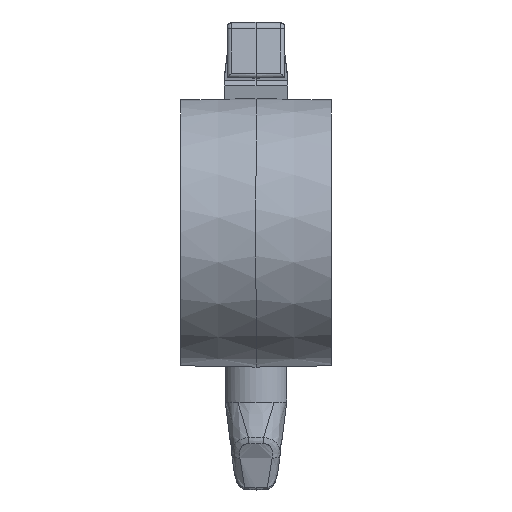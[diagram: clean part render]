
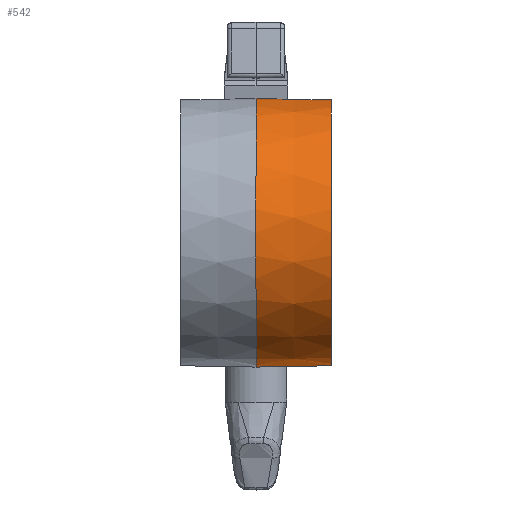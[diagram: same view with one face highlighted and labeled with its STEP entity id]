
A CAD part, left-side view. The second image highlights one B-rep face of the part: STEP entity #542.
In plain terms, the highlighted conical face has half-angle 1 degrees and reference radius 14.161 mm.
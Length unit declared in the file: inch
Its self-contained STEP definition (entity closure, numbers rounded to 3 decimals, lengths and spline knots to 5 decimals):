
#245=CONICAL_SURFACE('',#4444,0.5575,1.);
#292=CIRCLE('',#4435,0.55205);
#293=CIRCLE('',#4443,0.5575);
#542=ADVANCED_FACE('',(#897),#245,.T.);
#897=FACE_OUTER_BOUND('',#1151,.T.);
#1151=EDGE_LOOP('',(#1639,#1640,#1641,#1642));
#1639=ORIENTED_EDGE('',*,*,#3256,.F.);
#1640=ORIENTED_EDGE('',*,*,#3291,.F.);
#1641=ORIENTED_EDGE('',*,*,#3283,.F.);
#1642=ORIENTED_EDGE('',*,*,#3280,.F.);
#2857=VERTEX_POINT('',#6233);
#2859=VERTEX_POINT('',#6237);
#2864=VERTEX_POINT('',#6250);
#2876=VERTEX_POINT('',#6285);
#3256=EDGE_CURVE('',#2859,#2857,#3849,.T.);
#3280=EDGE_CURVE('',#2857,#2864,#292,.T.);
#3283=EDGE_CURVE('',#2864,#2876,#3860,.T.);
#3291=EDGE_CURVE('',#2876,#2859,#293,.T.);
#3849=LINE('',#6238,#4135);
#3860=LINE('',#6284,#4146);
#4135=VECTOR('',#4935,1.);
#4146=VECTOR('',#4984,1.);
#4435=AXIS2_PLACEMENT_3D('',#6278,#4977,#4978);
#4443=AXIS2_PLACEMENT_3D('',#6298,#4998,#4999);
#4444=AXIS2_PLACEMENT_3D('',#6299,#5000,#5001);
#4935=DIRECTION('',(-0.017,-1.,0.));
#4977=DIRECTION('',(0.,-1.,0.));
#4978=DIRECTION('',(0.,0.,-1.));
#4984=DIRECTION('',(0.,1.,-0.017));
#4998=DIRECTION('',(0.,1.,0.));
#4999=DIRECTION('',(0.,0.,1.));
#5000=DIRECTION('',(0.,1.,0.));
#5001=DIRECTION('',(0.,0.,-1.));
#6233=CARTESIAN_POINT('',(0.98455,0.,0.5575));
#6237=CARTESIAN_POINT('',(0.99,0.3125,0.5575));
#6238=CARTESIAN_POINT('',(0.99,0.3125,0.5575));
#6250=CARTESIAN_POINT('',(0.4325,0.,0.00545));
#6278=CARTESIAN_POINT('',(0.4325,0.,0.5575));
#6284=CARTESIAN_POINT('',(0.4325,0.3125,0.));
#6285=CARTESIAN_POINT('',(0.4325,0.3125,0.));
#6298=CARTESIAN_POINT('',(0.4325,0.3125,0.5575));
#6299=CARTESIAN_POINT('',(0.4325,0.3125,0.5575));
